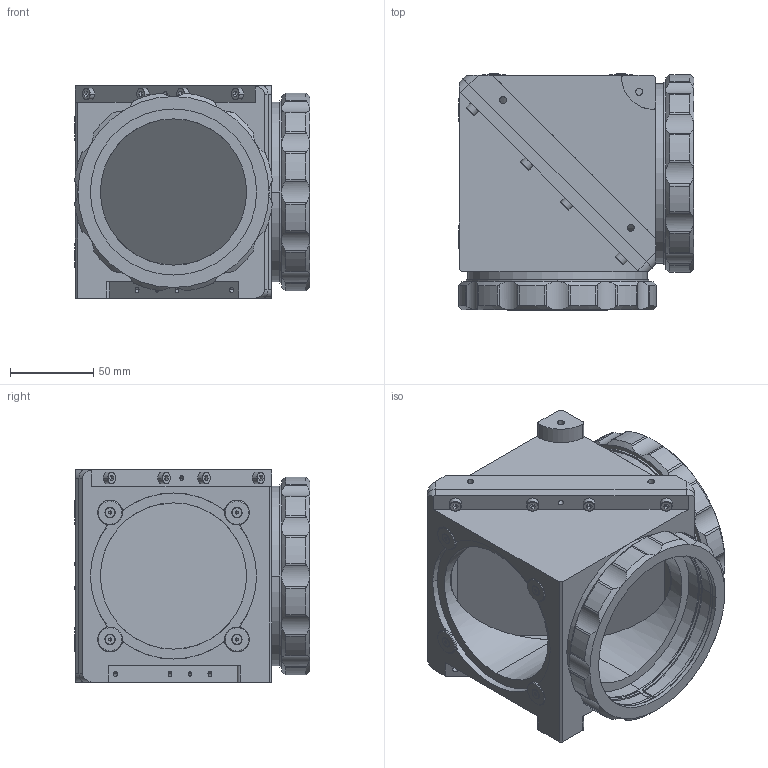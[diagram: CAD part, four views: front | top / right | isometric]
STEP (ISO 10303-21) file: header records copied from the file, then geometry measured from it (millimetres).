
FILE_DESCRIPTION (( 'STEP AP203' ), '1' );
FILE_NAME ('DP22435 -A_CMBS064.step', '2021-11-29T09:25:14', ( '' ), ( '' ), 'SwSTEP 2.0', 'SolidWorks 2021', '' );
FILE_SCHEMA (( 'CONFIG_CONTROL_DESIGN' ));
Length unit declared in the file: millimetre
Products named in the file (1): DP22435 -A_CMBS064
Bounding box: 141.94 x 141.94 x 128 mm (x, y, z)
Surface area: 204952.5 mm2 (no closed solid volume)
Topology: 0 solids, 47 shells, 585 faces, 1697 edges, 1116 vertices
Faces by surface type: cylinder 296, plane 153, cone 120, torus 16
Entity records: 20521 total; most frequent: CARTESIAN_POINT 5341, DIRECTION 3248, ORIENTED_EDGE 2890, EDGE_CURVE 1665, AXIS2_PLACEMENT_3D 1247, VERTEX_POINT 1116, VECTOR 754, LINE 754
